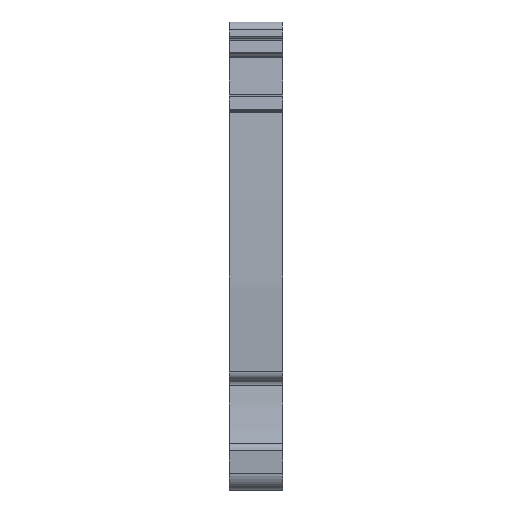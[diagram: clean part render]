
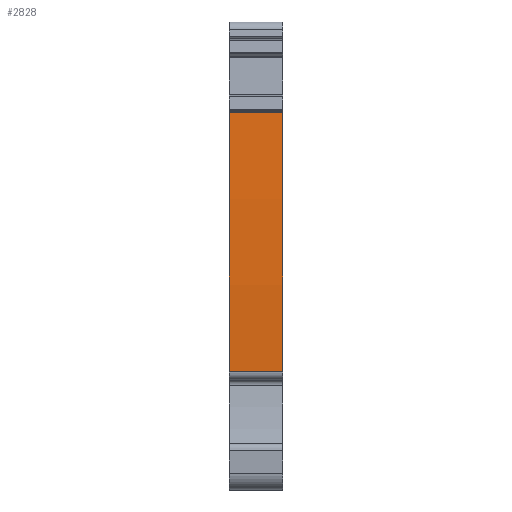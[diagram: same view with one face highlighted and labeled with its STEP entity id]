
A CAD part, front view. The second image highlights one B-rep face of the part: STEP entity #2828.
In plain terms, the highlighted cylindrical face has radius 240 mm (diameter 480 mm), a partial arc.
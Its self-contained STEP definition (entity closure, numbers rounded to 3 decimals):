
#1749=AXIS2_PLACEMENT_3D('Cylinder Axis2P3D',#1746,#1747,#1748) ;
#2805=AXIS2_PLACEMENT_3D('Circle Axis2P3D',#2803,#2804,$) ;
#2819=AXIS2_PLACEMENT_3D('Circle Axis2P3D',#2817,#2818,$) ;
#1746=CARTESIAN_POINT('Axis2P3D Location',(3.05,241.174,26.5)) ;
#2781=CARTESIAN_POINT('Vertex',(6.1,1.735,42.906)) ;
#2788=CARTESIAN_POINT('Vertex',(0.,1.735,42.906)) ;
#2791=CARTESIAN_POINT('Line Origine',(3.05,1.735,42.906)) ;
#2803=CARTESIAN_POINT('Axis2P3D Location',(0.,241.174,26.5)) ;
#2807=CARTESIAN_POINT('Vertex',(0.,1.529,13.45)) ;
#2810=CARTESIAN_POINT('Line Origine',(3.05,1.529,13.45)) ;
#2814=CARTESIAN_POINT('Vertex',(6.1,1.529,13.45)) ;
#2817=CARTESIAN_POINT('Axis2P3D Location',(6.1,241.174,26.5)) ;
#1747=DIRECTION('Axis2P3D Direction',(1.,0.,0.)) ;
#1748=DIRECTION('Axis2P3D XDirection',(0.,-0.994,0.107)) ;
#2792=DIRECTION('Vector Direction',(1.,0.,0.)) ;
#2804=DIRECTION('Axis2P3D Direction',(1.,0.,0.)) ;
#2811=DIRECTION('Vector Direction',(1.,0.,0.)) ;
#2818=DIRECTION('Axis2P3D Direction',(1.,0.,0.)) ;
#2793=VECTOR('Line Direction',#2792,1.) ;
#2812=VECTOR('Line Direction',#2811,1.) ;
#2823=ORIENTED_EDGE('',*,*,#2809,.T.) ;
#2824=ORIENTED_EDGE('',*,*,#2816,.T.) ;
#2825=ORIENTED_EDGE('',*,*,#2821,.F.) ;
#2826=ORIENTED_EDGE('',*,*,#2795,.F.) ;
#2828=ADVANCED_FACE('MLD',(#2827),#1750,.T.) ;
#2806=CIRCLE('generated circle',#2805,240.) ;
#2820=CIRCLE('generated circle',#2819,240.) ;
#1750=CYLINDRICAL_SURFACE('generated cylinder',#1749,240.) ;
#2795=EDGE_CURVE('',#2789,#2782,#2794,.T.) ;
#2809=EDGE_CURVE('',#2789,#2808,#2806,.T.) ;
#2816=EDGE_CURVE('',#2808,#2815,#2813,.T.) ;
#2821=EDGE_CURVE('',#2782,#2815,#2820,.T.) ;
#2822=EDGE_LOOP('',(#2823,#2824,#2825,#2826)) ;
#2827=FACE_OUTER_BOUND('',#2822,.T.) ;
#2794=LINE('Line',#2791,#2793) ;
#2813=LINE('Line',#2810,#2812) ;
#2782=VERTEX_POINT('',#2781) ;
#2789=VERTEX_POINT('',#2788) ;
#2808=VERTEX_POINT('',#2807) ;
#2815=VERTEX_POINT('',#2814) ;
